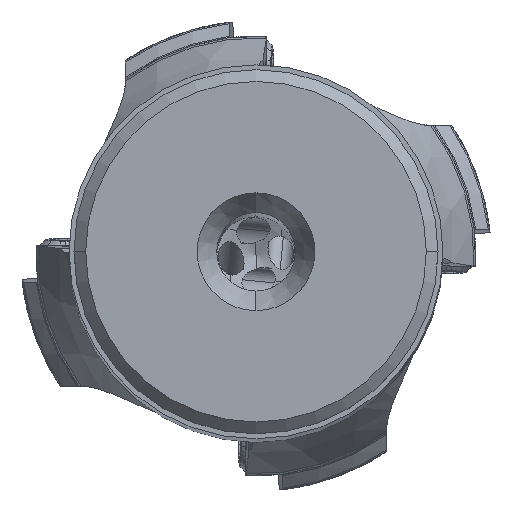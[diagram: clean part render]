
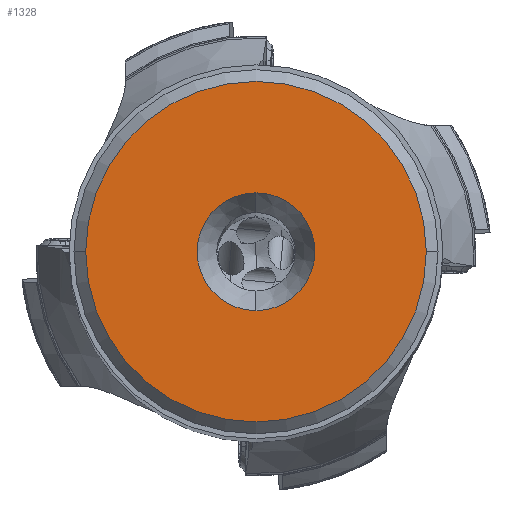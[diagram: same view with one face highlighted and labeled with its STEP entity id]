
A CAD part, top view. The second image highlights one B-rep face of the part: STEP entity #1328.
In plain terms, the highlighted planar face has unit normal (0, 0, 1).
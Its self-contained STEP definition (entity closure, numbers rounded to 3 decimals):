
#366=PLANE('',#9969);
#1328=ADVANCED_FACE('',(#1730,#1731),#366,.F.);
#1730=FACE_BOUND('',#2150,.T.);
#1731=FACE_BOUND('',#2151,.T.);
#2150=EDGE_LOOP('',(#5771,#5772));
#2151=EDGE_LOOP('',(#5773,#5774));
#5771=ORIENTED_EDGE('',*,*,#8429,.T.);
#5772=ORIENTED_EDGE('',*,*,#8430,.T.);
#5773=ORIENTED_EDGE('',*,*,#8428,.T.);
#5774=ORIENTED_EDGE('',*,*,#8431,.T.);
#7162=VERTEX_POINT('',#23427);
#7163=VERTEX_POINT('',#23429);
#7164=VERTEX_POINT('',#23433);
#7165=VERTEX_POINT('',#23434);
#8428=EDGE_CURVE('',#7162,#7163,#8997,.T.);
#8429=EDGE_CURVE('',#7164,#7165,#8998,.T.);
#8430=EDGE_CURVE('',#7165,#7164,#8999,.T.);
#8431=EDGE_CURVE('',#7163,#7162,#9000,.T.);
#8997=CIRCLE('',#9964,6.);
#8998=CIRCLE('',#9966,17.35);
#8999=CIRCLE('',#9967,17.35);
#9000=CIRCLE('',#9968,6.);
#9964=AXIS2_PLACEMENT_3D('',#23430,#11986,#11987);
#9966=AXIS2_PLACEMENT_3D('',#23432,#11990,#11991);
#9967=AXIS2_PLACEMENT_3D('',#23435,#11992,#11993);
#9968=AXIS2_PLACEMENT_3D('',#23436,#11994,#11995);
#9969=AXIS2_PLACEMENT_3D('',#23437,#11996,#11997);
#11986=DIRECTION('',(0.,0.,-1.));
#11987=DIRECTION('',(0.,-1.,0.));
#11990=DIRECTION('',(0.,0.,1.));
#11991=DIRECTION('',(1.,0.,0.));
#11992=DIRECTION('',(0.,0.,1.));
#11993=DIRECTION('',(-1.,0.,0.));
#11994=DIRECTION('',(0.,0.,-1.));
#11995=DIRECTION('',(0.,1.,0.));
#11996=DIRECTION('',(0.,0.,-1.));
#11997=DIRECTION('',(-1.,0.,0.));
#23427=CARTESIAN_POINT('',(0.,-6.,0.));
#23429=CARTESIAN_POINT('',(0.,6.,0.));
#23430=CARTESIAN_POINT('',(0.,0.,0.));
#23432=CARTESIAN_POINT('',(0.,0.,0.));
#23433=CARTESIAN_POINT('',(17.35,0.,0.));
#23434=CARTESIAN_POINT('',(-17.35,0.,0.));
#23435=CARTESIAN_POINT('',(0.,0.,0.));
#23436=CARTESIAN_POINT('',(0.,0.,0.));
#23437=CARTESIAN_POINT('',(0.,0.,0.));
